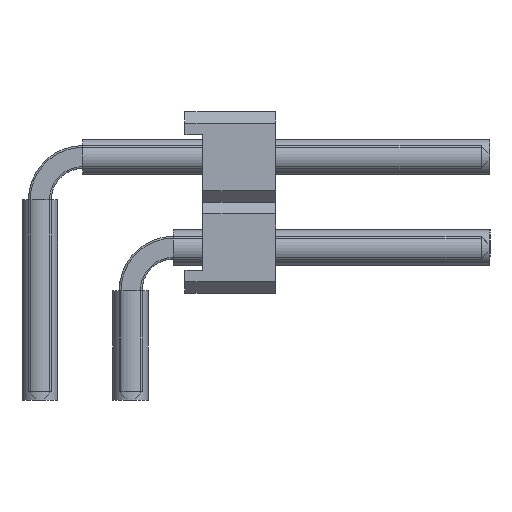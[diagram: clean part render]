
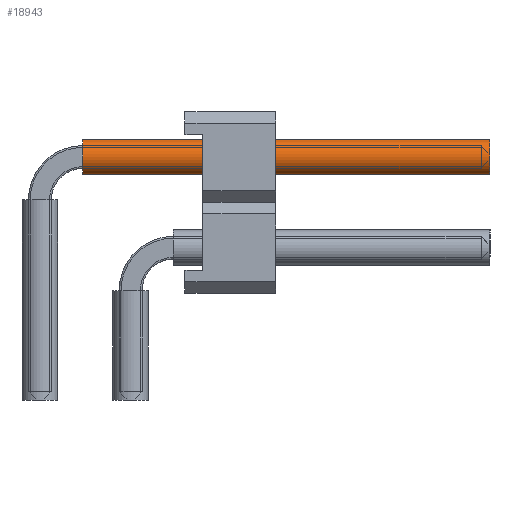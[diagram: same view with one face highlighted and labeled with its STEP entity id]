
A CAD part, left-side view. The second image highlights one B-rep face of the part: STEP entity #18943.
In plain terms, the highlighted cylindrical face has radius 0.5 mm (diameter 1 mm), a full revolution.
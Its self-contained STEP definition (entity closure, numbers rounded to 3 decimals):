
#10408=ORIENTED_EDGE('',*,*,#13112,.F.);
#10409=ORIENTED_EDGE('',*,*,#13113,.T.);
#13112=EDGE_CURVE('',#14912,#14912,#15560,.T.);
#13113=EDGE_CURVE('',#14913,#14913,#15561,.T.);
#14912=VERTEX_POINT('',#31469);
#14913=VERTEX_POINT('',#31471);
#15560=CIRCLE('',#20606,0.5);
#15561=CIRCLE('',#20607,0.5);
#16630=EDGE_LOOP('',(#10408));
#16631=EDGE_LOOP('',(#10409));
#17700=FACE_BOUND('',#16630,.T.);
#17701=FACE_BOUND('',#16631,.T.);
#18029=CYLINDRICAL_SURFACE('',#20605,0.5);
#18943=ADVANCED_FACE('',(#17700,#17701),#18029,.F.);
#20605=AXIS2_PLACEMENT_3D('',#31467,#25896,#25897);
#20606=AXIS2_PLACEMENT_3D('',#31468,#25898,#25899);
#20607=AXIS2_PLACEMENT_3D('',#31470,#25900,#25901);
#25896=DIRECTION('',(1.,0.,0.));
#25897=DIRECTION('',(0.,0.,-1.));
#25898=DIRECTION('',(-1.,0.,0.));
#25899=DIRECTION('',(0.,0.,1.));
#25900=DIRECTION('',(-1.,0.,0.));
#25901=DIRECTION('',(0.,0.,1.));
#31467=CARTESIAN_POINT('',(1.2,0.,6.81));
#31468=CARTESIAN_POINT('',(12.6,0.,6.81));
#31469=CARTESIAN_POINT('',(12.6,0.,7.31));
#31470=CARTESIAN_POINT('',(1.2,0.,6.81));
#31471=CARTESIAN_POINT('',(1.2,0.,7.31));
